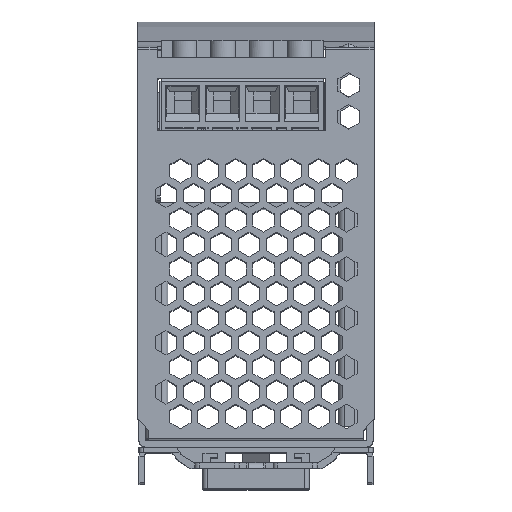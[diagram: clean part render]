
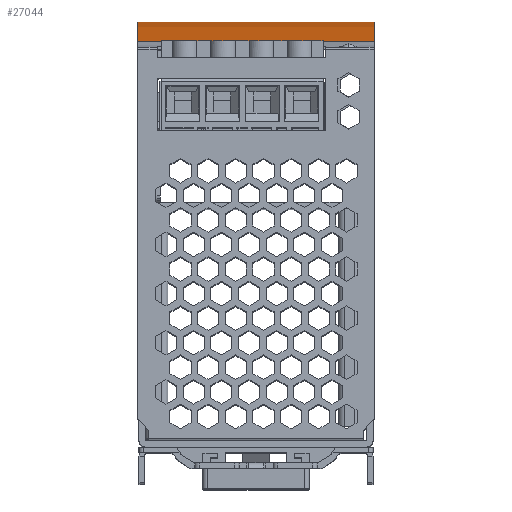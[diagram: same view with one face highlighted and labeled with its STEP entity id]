
A CAD part, top view. The second image highlights one B-rep face of the part: STEP entity #27044.
In plain terms, the highlighted cylindrical face has radius 192.7 mm (diameter 385.4 mm), a partial arc.
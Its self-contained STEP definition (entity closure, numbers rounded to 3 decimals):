
#3223 = VECTOR ( 'NONE', #37298, 1000. ) ;
#3270 = LINE ( 'NONE', #29266, #3223 ) ;
#3655 = EDGE_CURVE ( 'NONE', #81681, #17996, #71112, .T. ) ;
#3942 = EDGE_CURVE ( 'NONE', #26765, #81681, #20283, .T. ) ;
#6001 = CARTESIAN_POINT ( 'NONE',  ( -97.75, 44.476, 105.376 ) ) ;
#9205 = DIRECTION ( 'NONE',  ( 0., 0., -1. ) ) ;
#10727 = DIRECTION ( 'NONE',  ( 1., 0., 0. ) ) ;
#11046 = CARTESIAN_POINT ( 'NONE',  ( -27.75, 44.476, 105.376 ) ) ;
#13265 = ORIENTED_EDGE ( 'NONE', *, *, #3655, .T. ) ;
#14349 = AXIS2_PLACEMENT_3D ( 'NONE', #28898, #79607, #62928 ) ;
#17996 = VERTEX_POINT ( 'NONE', #58653 ) ;
#18221 = CARTESIAN_POINT ( 'NONE',  ( -27.75, -143.45, 62.75 ) ) ;
#20283 = CIRCLE ( 'NONE', #67863, 192.7 ) ;
#25959 = DIRECTION ( 'NONE',  ( 0., 0., -1. ) ) ;
#26428 = VERTEX_POINT ( 'NONE', #80141 ) ;
#26765 = VERTEX_POINT ( 'NONE', #53251 ) ;
#27044 = ADVANCED_FACE ( 'NONE', ( #29969 ), #30388, .T. ) ;
#28898 = CARTESIAN_POINT ( 'NONE',  ( 27.75, -143.45, 62.75 ) ) ;
#29266 = CARTESIAN_POINT ( 'NONE',  ( -97.75, 44.476, 20.124 ) ) ;
#29969 = FACE_OUTER_BOUND ( 'NONE', #81546, .T. ) ;
#30388 = CYLINDRICAL_SURFACE ( 'NONE', #66312, 192.7 ) ;
#37298 = DIRECTION ( 'NONE',  ( 1., 0., 0. ) ) ;
#37337 = ORIENTED_EDGE ( 'NONE', *, *, #64298, .F. ) ;
#37631 = ORIENTED_EDGE ( 'NONE', *, *, #3942, .T. ) ;
#44797 = DIRECTION ( 'NONE',  ( 1., 0., 0. ) ) ;
#49684 = ORIENTED_EDGE ( 'NONE', *, *, #57248, .F. ) ;
#51178 = CIRCLE ( 'NONE', #14349, 192.7 ) ;
#53251 = CARTESIAN_POINT ( 'NONE',  ( -27.75, 44.476, 20.124 ) ) ;
#57248 = EDGE_CURVE ( 'NONE', #26428, #17996, #51178, .T. ) ;
#58653 = CARTESIAN_POINT ( 'NONE',  ( 27.75, 44.476, 105.376 ) ) ;
#62928 = DIRECTION ( 'NONE',  ( 0., 0., -1. ) ) ;
#64298 = EDGE_CURVE ( 'NONE', #26765, #26428, #3270, .T. ) ;
#64649 = DIRECTION ( 'NONE',  ( 1., 0., 0. ) ) ;
#66312 = AXIS2_PLACEMENT_3D ( 'NONE', #69075, #10727, #9205 ) ;
#67863 = AXIS2_PLACEMENT_3D ( 'NONE', #18221, #64649, #25959 ) ;
#69075 = CARTESIAN_POINT ( 'NONE',  ( -97.75, -143.45, 62.75 ) ) ;
#71112 = LINE ( 'NONE', #6001, #75993 ) ;
#75993 = VECTOR ( 'NONE', #44797, 1000. ) ;
#79607 = DIRECTION ( 'NONE',  ( 1., 0., 0. ) ) ;
#80141 = CARTESIAN_POINT ( 'NONE',  ( 27.75, 44.476, 20.124 ) ) ;
#81546 = EDGE_LOOP ( 'NONE', ( #37631, #13265, #49684, #37337 ) ) ;
#81681 = VERTEX_POINT ( 'NONE', #11046 ) ;
